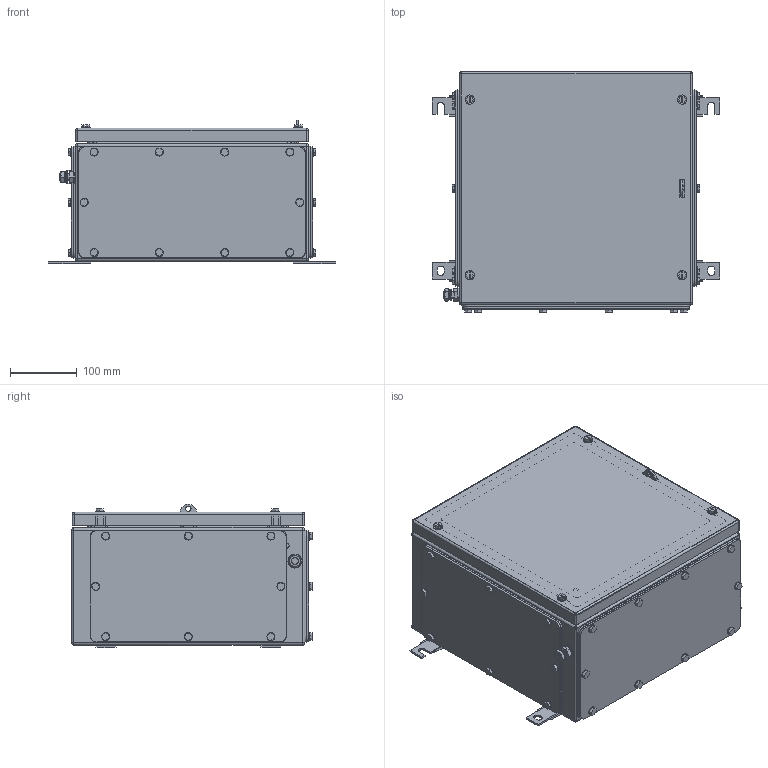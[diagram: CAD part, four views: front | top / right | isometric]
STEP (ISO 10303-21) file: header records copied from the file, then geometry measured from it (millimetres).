
FILE_DESCRIPTION(('CATIA V5 STEP Exchange','CAx-IF Rec.Pracs.--- Model Styling and Organization---1.4--- 2014-01-23'),'2;1');
FILE_NAME ('1523432-3_2_8000108839_8000108839 KTB MH 353520 S4E3.stp','2023-05-09T07:39:43+00:00',('none'),('Weidmueller'),'CATIA Version 5-6 Release 2016 SP3 HF44','CATIA V5 STEP AP214','none');
FILE_SCHEMA(('AUTOMOTIVE_DESIGN { 1 0 10303 214 1 1 1 1 }'));
Products named in the file (1): 8000108839 KTB MH 353520 S4E3
Bounding box: 431 x 361 x 215 mm (x, y, z)
Volume: 1456636.3 mm3; surface area: 1497115.3 mm2
Topology: 102 solids, 102 shells, 2482 faces, 6110 edges, 3908 vertices
Faces by surface type: cylinder 1043, plane 1039, cone 260, bspline 112, torus 20, sphere 8
Entity records: 85234 total; most frequent: CARTESIAN_POINT 29497, ORIENTED_EDGE 12004, DIRECTION 9599, EDGE_CURVE 6002, AXIS2_PLACEMENT_3D 4021, VERTEX_POINT 3908, VECTOR 3216, LINE 3216
